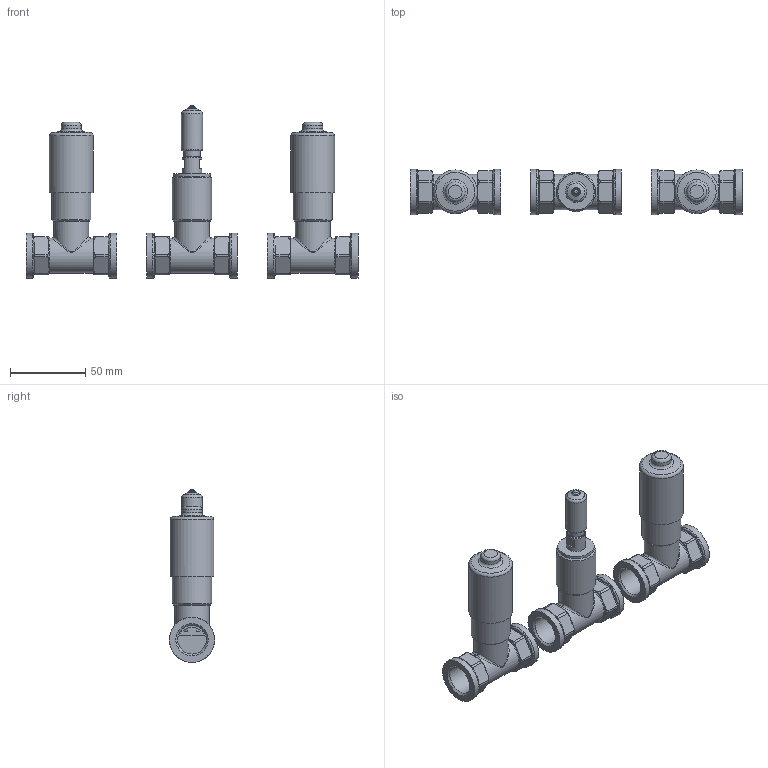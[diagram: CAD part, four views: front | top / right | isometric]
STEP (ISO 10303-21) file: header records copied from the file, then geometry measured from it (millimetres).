
FILE_DESCRIPTION(/* description */ (''),/* implementation_level */ '2;1');
FILE_NAME(/* name */ '3D_TVW10610B150_Dawn.step',/* time_stamp */ '2022-12-14T10:44:42+01:00',/* author */ (''),/* organization */ (''),/* preprocessor_version */ 'ST-DEVELOPER v19.2',/* originating_system */ 'Autodesk Translation Framework v11.17.0.187',/* authorisation */ '');
FILE_SCHEMA (('AUTOMOTIVE_DESIGN { 1 0 10303 214 3 1 1 }'));
Length unit declared in the file: millimetre
Products named in the file (16): (Nicht gespeichert); 300041VEB0_ASM; 12000752; 04000036; 04000004; 10000343; 10000256; 300043VEB0_ASM; 10000348; 16002329_ASM; 07003106; 16002334_ASM; 07000022; 12000742; 06000064; 10000351
Assembly tree (20 placements, depth 4):
  (Nicht gespeichert)
    300041VEB0_ASM
      12000752
      04000036  x2
      04000004
      10000343
      10000256
    300043VEB0_ASM
      10000348  x2
      16002329_ASM
        07003106
        12000742
        06000064
      16002334_ASM
        07000022
        12000742
        06000064
      10000351  x2
Bounding box: 220 x 30 x 114.5 mm (x, y, z)
Volume: 113696 mm3; surface area: 76449.2 mm2
Topology: 7 solids, 7 shells, 565 faces, 1383 edges, 871 vertices
Faces by surface type: plane 180, cylinder 139, torus 131, bspline 78, cone 35, sphere 2
Full cylindrical faces by diameter (mm): 6 x1, 9 x3, 9.2 x2, 10 x2, 11 x1, 11.8 x3, 12.8 x1, 13 x2, 14 x2, 17 x2, 18.5 x1, 19 x9, 20.9 x1, 22 x3, 23 x3, 23.5 x3, 24 x1, 26 x5, 29 x2, 30 x6
Entity records: 23134 total; most frequent: CARTESIAN_POINT 14094, ORIENTED_EDGE 1886, DIRECTION 1745, EDGE_CURVE 943, AXIS2_PLACEMENT_3D 761, VERTEX_POINT 596, EDGE_LOOP 427, CIRCLE 390
